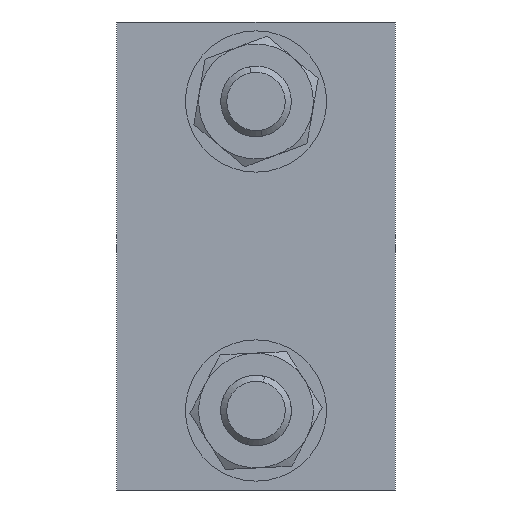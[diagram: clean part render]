
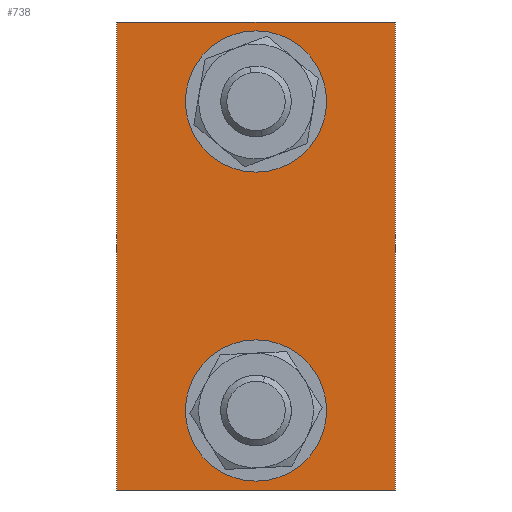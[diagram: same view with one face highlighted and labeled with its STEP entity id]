
A CAD part, front view. The second image highlights one B-rep face of the part: STEP entity #738.
In plain terms, the highlighted planar face has unit normal (0, -1, 0).
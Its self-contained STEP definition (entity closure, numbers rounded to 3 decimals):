
#45 = AXIS2_PLACEMENT_3D ( 'NONE', #2781, #1774, #6207 ) ;
#202 = CARTESIAN_POINT ( 'NONE',  ( 15.75, -2., 0. ) ) ;
#338 = EDGE_CURVE ( 'NONE', #2848, #6155, #5706, .T. ) ;
#402 = ORIENTED_EDGE ( 'NONE', *, *, #1360, .T. ) ;
#425 = LINE ( 'NONE', #2373, #4998 ) ;
#527 = CARTESIAN_POINT ( 'NONE',  ( -15.75, -2., 53. ) ) ;
#541 = DIRECTION ( 'NONE',  ( 0., 1., 0. ) ) ;
#558 = LINE ( 'NONE', #527, #5711 ) ;
#738 = ADVANCED_FACE ( 'NONE', ( #5884, #4940, #3909 ), #1439, .F. ) ;
#826 = CARTESIAN_POINT ( 'NONE',  ( 0., -2., 9. ) ) ;
#902 = DIRECTION ( 'NONE',  ( 0., 0., -1. ) ) ;
#1071 = CARTESIAN_POINT ( 'NONE',  ( 15.75, -2., 53. ) ) ;
#1134 = ORIENTED_EDGE ( 'NONE', *, *, #3277, .T. ) ;
#1186 = AXIS2_PLACEMENT_3D ( 'NONE', #4393, #541, #3001 ) ;
#1306 = VERTEX_POINT ( 'NONE', #5098 ) ;
#1312 = DIRECTION ( 'NONE',  ( -1., 0., 0. ) ) ;
#1357 = LINE ( 'NONE', #6236, #2016 ) ;
#1360 = EDGE_CURVE ( 'NONE', #1306, #6005, #3227, .T. ) ;
#1439 = PLANE ( 'NONE',  #1186 ) ;
#1450 = DIRECTION ( 'NONE',  ( 1., 0., 0. ) ) ;
#1470 = VERTEX_POINT ( 'NONE', #4629 ) ;
#1520 = DIRECTION ( 'NONE',  ( 0., 0., -1. ) ) ;
#1655 = EDGE_CURVE ( 'NONE', #6005, #1306, #5780, .T. ) ;
#1672 = CARTESIAN_POINT ( 'NONE',  ( -4.5, -2., 44. ) ) ;
#1738 = CARTESIAN_POINT ( 'NONE',  ( 15.75, -2., 0. ) ) ;
#1774 = DIRECTION ( 'NONE',  ( 0., 1., 0. ) ) ;
#1979 = EDGE_LOOP ( 'NONE', ( #1134, #5556 ) ) ;
#2013 = ORIENTED_EDGE ( 'NONE', *, *, #1655, .T. ) ;
#2016 = VECTOR ( 'NONE', #902, 1000. ) ;
#2069 = AXIS2_PLACEMENT_3D ( 'NONE', #826, #2768, #1312 ) ;
#2185 = EDGE_LOOP ( 'NONE', ( #5804, #4988, #3540, #5134 ) ) ;
#2216 = LINE ( 'NONE', #1738, #3582 ) ;
#2248 = DIRECTION ( 'NONE',  ( 1., 0., 0. ) ) ;
#2373 = CARTESIAN_POINT ( 'NONE',  ( 15.75, -2., 53. ) ) ;
#2768 = DIRECTION ( 'NONE',  ( 0., 1., 0. ) ) ;
#2781 = CARTESIAN_POINT ( 'NONE',  ( 0., -2., 44. ) ) ;
#2848 = VERTEX_POINT ( 'NONE', #6048 ) ;
#2894 = AXIS2_PLACEMENT_3D ( 'NONE', #4157, #3190, #4774 ) ;
#3001 = DIRECTION ( 'NONE',  ( -1., 0., 0. ) ) ;
#3190 = DIRECTION ( 'NONE',  ( 0., 1., 0. ) ) ;
#3227 = CIRCLE ( 'NONE', #5609, 4.5 ) ;
#3277 = EDGE_CURVE ( 'NONE', #6155, #2848, #5700, .T. ) ;
#3540 = ORIENTED_EDGE ( 'NONE', *, *, #4032, .F. ) ;
#3582 = VECTOR ( 'NONE', #2248, 1000. ) ;
#3612 = DIRECTION ( 'NONE',  ( -1., 0., 0. ) ) ;
#3616 = EDGE_CURVE ( 'NONE', #1470, #6244, #558, .T. ) ;
#3762 = CARTESIAN_POINT ( 'NONE',  ( -15.75, -2., 0. ) ) ;
#3884 = EDGE_LOOP ( 'NONE', ( #402, #2013 ) ) ;
#3909 = FACE_OUTER_BOUND ( 'NONE', #2185, .T. ) ;
#3996 = EDGE_CURVE ( 'NONE', #4139, #5101, #1357, .T. ) ;
#4032 = EDGE_CURVE ( 'NONE', #1470, #4139, #425, .T. ) ;
#4139 = VERTEX_POINT ( 'NONE', #1071 ) ;
#4157 = CARTESIAN_POINT ( 'NONE',  ( 0., -2., 44. ) ) ;
#4393 = CARTESIAN_POINT ( 'NONE',  ( 15.75, -2., 53. ) ) ;
#4571 = DIRECTION ( 'NONE',  ( 0., 1., 0. ) ) ;
#4629 = CARTESIAN_POINT ( 'NONE',  ( -15.75, -2., 53. ) ) ;
#4774 = DIRECTION ( 'NONE',  ( -1., 0., 0. ) ) ;
#4940 = FACE_BOUND ( 'NONE', #3884, .T. ) ;
#4988 = ORIENTED_EDGE ( 'NONE', *, *, #3996, .F. ) ;
#4998 = VECTOR ( 'NONE', #1450, 1000. ) ;
#5098 = CARTESIAN_POINT ( 'NONE',  ( -4.5, -2., 9. ) ) ;
#5101 = VERTEX_POINT ( 'NONE', #202 ) ;
#5134 = ORIENTED_EDGE ( 'NONE', *, *, #3616, .T. ) ;
#5556 = ORIENTED_EDGE ( 'NONE', *, *, #338, .T. ) ;
#5609 = AXIS2_PLACEMENT_3D ( 'NONE', #5649, #4571, #3612 ) ;
#5649 = CARTESIAN_POINT ( 'NONE',  ( 0., -2., 9. ) ) ;
#5700 = CIRCLE ( 'NONE', #2894, 4.5 ) ;
#5706 = CIRCLE ( 'NONE', #45, 4.5 ) ;
#5711 = VECTOR ( 'NONE', #1520, 1000. ) ;
#5780 = CIRCLE ( 'NONE', #2069, 4.5 ) ;
#5804 = ORIENTED_EDGE ( 'NONE', *, *, #6175, .T. ) ;
#5884 = FACE_BOUND ( 'NONE', #1979, .T. ) ;
#6005 = VERTEX_POINT ( 'NONE', #6019 ) ;
#6019 = CARTESIAN_POINT ( 'NONE',  ( 4.5, -2., 9. ) ) ;
#6048 = CARTESIAN_POINT ( 'NONE',  ( 4.5, -2., 44. ) ) ;
#6155 = VERTEX_POINT ( 'NONE', #1672 ) ;
#6175 = EDGE_CURVE ( 'NONE', #6244, #5101, #2216, .T. ) ;
#6207 = DIRECTION ( 'NONE',  ( -1., 0., 0. ) ) ;
#6236 = CARTESIAN_POINT ( 'NONE',  ( 15.75, -2., 53. ) ) ;
#6244 = VERTEX_POINT ( 'NONE', #3762 ) ;
